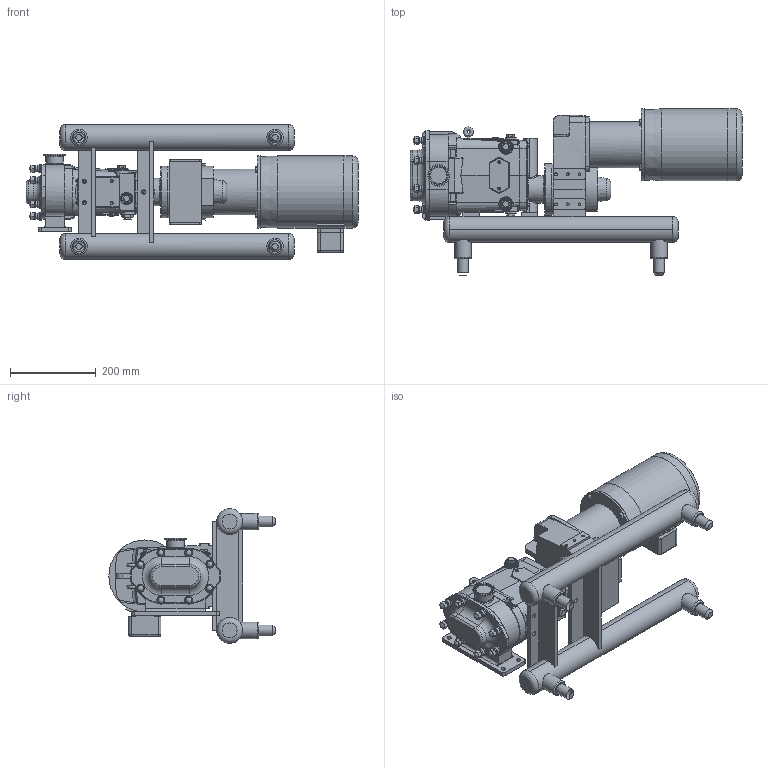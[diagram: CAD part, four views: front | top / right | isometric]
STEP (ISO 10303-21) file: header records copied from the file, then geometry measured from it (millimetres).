
FILE_DESCRIPTION(/* description */ (''),/* implementation_level */ '2;1');
FILE_NAME(/* name */ 'U1_024U1_56C_(1.75 x 5.13)x1.5_S-Line_0.5HP_LH_SM.stp',/* time_stamp */ '2021-05-24T16:19:42+06:00',/* author */ ('trtmhr'),/* organization */ (''),/* preprocessor_version */ 'ST-DEVELOPER v18.1',/* originating_system */ 'Autodesk Inventor 2020',/* authorisation */ '');
FILE_SCHEMA (('AUTOMOTIVE_DESIGN { 1 0 10303 214 3 1 1 }'));
Length unit declared in the file: inch
Products named in the file (1): U1_024U1_56C_(1.75 x 5.13)x1.5_S-Line_0.5HP_LH_SM
Bounding box: 774.14 x 387.91 x 314.32 mm (x, y, z)
Volume: 18072413.9 mm3; surface area: 967810.8 mm2
Topology: 5 solids, 5 shells, 1122 faces, 2961 edges, 1924 vertices
Faces by surface type: plane 530, cylinder 329, bspline 108, torus 88, cone 55, sphere 12
Full cylindrical faces by diameter (mm): 6.35 x12, 6.528 x4, 7.62 x2, 7.798 x1, 9.525 x3, 10.312 x4, 14.275 x8, 15.24 x1, 19.05 x8, 23.876 x3, 25.4 x11, 29.21 x2, 31.75 x3, 35.052 x2, 38.1 x5, 41.275 x2, 42.291 x1, 50.495 x1, 63.5 x1, 107.01 x1, 119.888 x1, 119.99 x1, 167.945 x1, 167.97 x1, 167.996 x1
Entity records: 38191 total; most frequent: CARTESIAN_POINT 10209, ORIENTED_EDGE 5900, DIRECTION 5815, EDGE_CURVE 2950, AXIS2_PLACEMENT_3D 2187, VERTEX_POINT 1924, LINE 1441, VECTOR 1441
